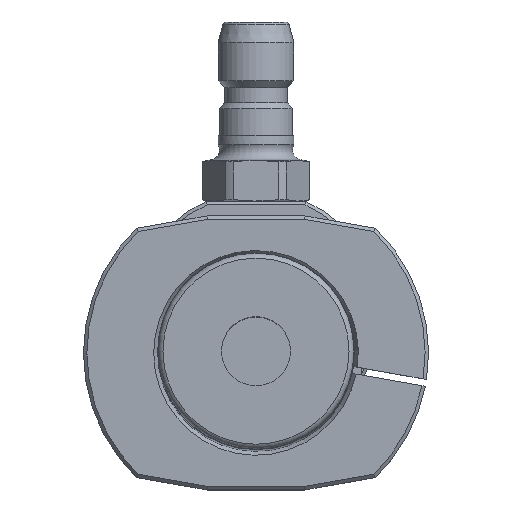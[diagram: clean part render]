
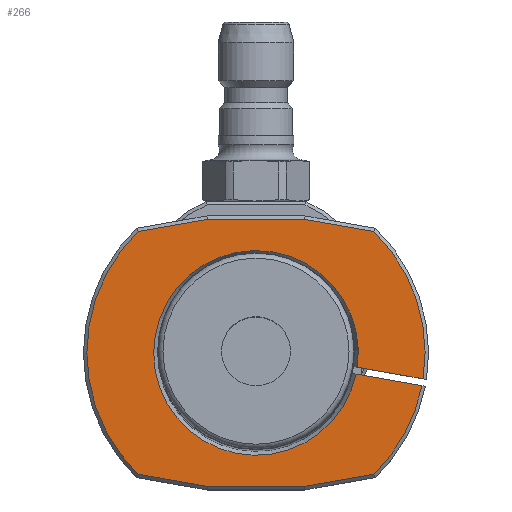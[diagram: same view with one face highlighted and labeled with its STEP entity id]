
A CAD part, top view. The second image highlights one B-rep face of the part: STEP entity #266.
In plain terms, the highlighted planar face has unit normal (0, 0, 1).
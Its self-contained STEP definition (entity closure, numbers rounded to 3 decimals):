
#159=FACE_OUTER_BOUND('',#484,.T.);
#266=ADVANCED_FACE('',(#159),#322,.F.);
#322=PLANE('',#1623);
#484=EDGE_LOOP('',(#839,#840,#841,#842,#843,#844,#845,#846,#847,#848,#849,
#850));
#577=CIRCLE('',#1619,24.5);
#578=CIRCLE('',#1620,24.5);
#579=CIRCLE('',#1621,14.827);
#580=CIRCLE('',#1622,24.5);
#839=ORIENTED_EDGE('',*,*,#1250,.T.);
#840=ORIENTED_EDGE('',*,*,#1251,.T.);
#841=ORIENTED_EDGE('',*,*,#1252,.T.);
#842=ORIENTED_EDGE('',*,*,#1253,.T.);
#843=ORIENTED_EDGE('',*,*,#1254,.T.);
#844=ORIENTED_EDGE('',*,*,#1255,.F.);
#845=ORIENTED_EDGE('',*,*,#1256,.T.);
#846=ORIENTED_EDGE('',*,*,#1257,.F.);
#847=ORIENTED_EDGE('',*,*,#1258,.T.);
#848=ORIENTED_EDGE('',*,*,#1259,.T.);
#849=ORIENTED_EDGE('',*,*,#1260,.T.);
#850=ORIENTED_EDGE('',*,*,#1261,.T.);
#1084=VERTEX_POINT('',#2763);
#1085=VERTEX_POINT('',#2764);
#1086=VERTEX_POINT('',#2766);
#1087=VERTEX_POINT('',#2768);
#1088=VERTEX_POINT('',#2770);
#1089=VERTEX_POINT('',#2772);
#1090=VERTEX_POINT('',#2774);
#1091=VERTEX_POINT('',#2776);
#1092=VERTEX_POINT('',#2778);
#1093=VERTEX_POINT('',#2780);
#1094=VERTEX_POINT('',#2782);
#1095=VERTEX_POINT('',#2784);
#1250=EDGE_CURVE('',#1084,#1085,#577,.T.);
#1251=EDGE_CURVE('',#1085,#1086,#1359,.T.);
#1252=EDGE_CURVE('',#1086,#1087,#1360,.T.);
#1253=EDGE_CURVE('',#1087,#1088,#1361,.T.);
#1254=EDGE_CURVE('',#1088,#1089,#578,.T.);
#1255=EDGE_CURVE('',#1090,#1089,#1362,.T.);
#1256=EDGE_CURVE('',#1090,#1091,#579,.T.);
#1257=EDGE_CURVE('',#1092,#1091,#1363,.T.);
#1258=EDGE_CURVE('',#1092,#1093,#580,.T.);
#1259=EDGE_CURVE('',#1093,#1094,#1364,.T.);
#1260=EDGE_CURVE('',#1094,#1095,#1365,.T.);
#1261=EDGE_CURVE('',#1095,#1084,#1366,.T.);
#1359=LINE('',#2765,#1442);
#1360=LINE('',#2767,#1443);
#1361=LINE('',#2769,#1444);
#1362=LINE('',#2773,#1445);
#1363=LINE('',#2777,#1446);
#1364=LINE('',#2781,#1447);
#1365=LINE('',#2783,#1448);
#1366=LINE('',#2785,#1449);
#1442=VECTOR('',#1958,1.);
#1443=VECTOR('',#1959,1.);
#1444=VECTOR('',#1960,1.);
#1445=VECTOR('',#1963,1.);
#1446=VECTOR('',#1966,1.);
#1447=VECTOR('',#1969,1.);
#1448=VECTOR('',#1970,1.);
#1449=VECTOR('',#1971,1.);
#1619=AXIS2_PLACEMENT_3D('',#2762,#1956,#1957);
#1620=AXIS2_PLACEMENT_3D('',#2771,#1961,#1962);
#1621=AXIS2_PLACEMENT_3D('',#2775,#1964,#1965);
#1622=AXIS2_PLACEMENT_3D('',#2779,#1967,#1968);
#1623=AXIS2_PLACEMENT_3D('',#2786,#1972,#1973);
#1956=DIRECTION('',(0.,0.,1.));
#1957=DIRECTION('',(1.,0.,0.));
#1958=DIRECTION('',(0.985,-0.174,0.));
#1959=DIRECTION('',(1.,0.,0.));
#1960=DIRECTION('',(0.985,0.174,0.));
#1961=DIRECTION('',(0.,0.,1.));
#1962=DIRECTION('',(1.,0.,0.));
#1963=DIRECTION('',(0.985,-0.174,0.));
#1964=DIRECTION('',(0.,0.,-1.));
#1965=DIRECTION('',(1.,0.,0.));
#1966=DIRECTION('',(-0.985,0.174,0.));
#1967=DIRECTION('',(0.,0.,1.));
#1968=DIRECTION('',(1.,0.,0.));
#1969=DIRECTION('',(-0.985,0.174,0.));
#1970=DIRECTION('',(-1.,0.,0.));
#1971=DIRECTION('',(-0.985,-0.174,0.));
#1972=DIRECTION('',(0.,0.,-1.));
#1973=DIRECTION('',(-1.,0.,0.));
#2762=CARTESIAN_POINT('',(0.,0.,0.));
#2763=CARTESIAN_POINT('',(-17.06,17.584,0.));
#2764=CARTESIAN_POINT('',(-17.06,-17.584,0.));
#2765=CARTESIAN_POINT('',(-3.521,-19.971,0.));
#2766=CARTESIAN_POINT('',(-7.045,-19.35,0.));
#2767=CARTESIAN_POINT('',(0.,-19.35,0.));
#2768=CARTESIAN_POINT('',(7.045,-19.35,0.));
#2769=CARTESIAN_POINT('',(3.521,-19.971,0.));
#2770=CARTESIAN_POINT('',(17.06,-17.584,0.));
#2771=CARTESIAN_POINT('',(0.,0.,0.));
#2772=CARTESIAN_POINT('',(24.036,-4.746,0.));
#2773=CARTESIAN_POINT('',(-0.087,-0.492,0.));
#2774=CARTESIAN_POINT('',(14.507,-3.066,0.));
#2775=CARTESIAN_POINT('',(0.,0.,0.));
#2776=CARTESIAN_POINT('',(14.681,-2.081,0.));
#2777=CARTESIAN_POINT('',(24.707,-3.849,0.));
#2778=CARTESIAN_POINT('',(24.21,-3.761,0.));
#2779=CARTESIAN_POINT('',(0.,0.,0.));
#2780=CARTESIAN_POINT('',(17.06,17.584,0.));
#2781=CARTESIAN_POINT('',(3.521,19.971,0.));
#2782=CARTESIAN_POINT('',(7.045,19.35,0.));
#2783=CARTESIAN_POINT('',(0.,19.35,0.));
#2784=CARTESIAN_POINT('',(-7.045,19.35,0.));
#2785=CARTESIAN_POINT('',(-3.521,19.971,0.));
#2786=CARTESIAN_POINT('',(0.,0.,0.));
